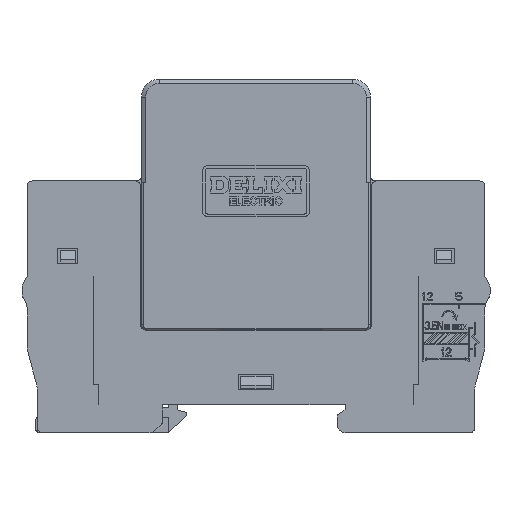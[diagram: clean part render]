
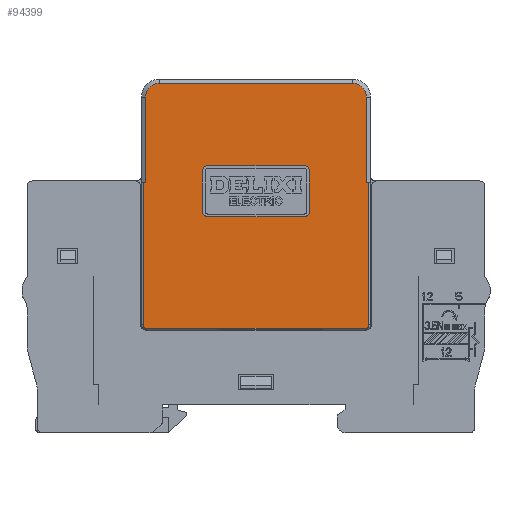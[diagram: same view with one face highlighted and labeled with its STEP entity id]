
A CAD part, front view. The second image highlights one B-rep face of the part: STEP entity #94399.
In plain terms, the highlighted planar face has unit normal (0, -1, 0).
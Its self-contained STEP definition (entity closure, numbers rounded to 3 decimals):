
#23977=CARTESIAN_POINT('',(27.,0.1,-3.5));
#23978=DIRECTION('',(0.,1.,0.));
#23979=DIRECTION('',(-1.,0.,0.));
#23980=AXIS2_PLACEMENT_3D('',#23977,#23978,#23979);
#23982=CARTESIAN_POINT('',(65.,0.1,-3.5));
#23983=DIRECTION('',(0.,1.,0.));
#23984=DIRECTION('',(0.,0.,1.));
#23985=AXIS2_PLACEMENT_3D('',#23982,#23983,#23984);
#23987=DIRECTION('',(0.,0.,-1.));
#23988=VECTOR('',#23987,16.8);
#23989=CARTESIAN_POINT('',(67.7,0.1,-3.5));
#23990=LINE('',#23989,#23988);
#23991=DIRECTION('',(1.,0.,0.));
#23992=VECTOR('',#23991,0.5);
#23993=CARTESIAN_POINT('',(67.7,0.1,-20.3));
#23994=LINE('',#23993,#23992);
#23995=CARTESIAN_POINT('',(67.5,0.1,-48.3));
#23996=DIRECTION('',(0.,1.,0.));
#23997=DIRECTION('',(1.,0.,0.));
#23998=AXIS2_PLACEMENT_3D('',#23995,#23996,#23997);
#24000=CARTESIAN_POINT('',(24.5,0.1,-48.3));
#24001=DIRECTION('',(0.,1.,0.));
#24002=DIRECTION('',(0.,0.,-1.));
#24003=AXIS2_PLACEMENT_3D('',#24000,#24001,#24002);
#24005=DIRECTION('',(1.,0.,0.));
#24006=VECTOR('',#24005,0.5);
#24007=CARTESIAN_POINT('',(23.8,0.1,-20.3));
#24008=LINE('',#24007,#24006);
#24009=DIRECTION('',(0.,0.,1.));
#24010=VECTOR('',#24009,16.8);
#24011=CARTESIAN_POINT('',(24.3,0.1,-20.3));
#24012=LINE('',#24011,#24010);
#24013=DIRECTION('',(0.,0.,1.));
#24014=VECTOR('',#24013,8.);
#24015=CARTESIAN_POINT('',(56.5,0.1,-26.));
#24016=LINE('',#24015,#24014);
#24017=CARTESIAN_POINT('',(55.5,0.1,-18.));
#24018=DIRECTION('',(0.,-1.,0.));
#24019=DIRECTION('',(1.,0.,0.));
#24020=AXIS2_PLACEMENT_3D('',#24017,#24018,#24019);
#24022=CARTESIAN_POINT('',(36.5,0.1,-18.));
#24023=DIRECTION('',(0.,-1.,0.));
#24024=DIRECTION('',(0.,0.,1.));
#24025=AXIS2_PLACEMENT_3D('',#24022,#24023,#24024);
#24027=DIRECTION('',(0.,0.,-1.));
#24028=VECTOR('',#24027,8.);
#24029=CARTESIAN_POINT('',(35.5,0.1,-18.));
#24030=LINE('',#24029,#24028);
#24031=CARTESIAN_POINT('',(36.5,0.1,-26.));
#24032=DIRECTION('',(0.,-1.,0.));
#24033=DIRECTION('',(-1.,0.,0.));
#24034=AXIS2_PLACEMENT_3D('',#24031,#24032,#24033);
#24036=DIRECTION('',(1.,0.,0.));
#24037=VECTOR('',#24036,19.);
#24038=CARTESIAN_POINT('',(36.5,0.1,-27.));
#24039=LINE('',#24038,#24037);
#24040=CARTESIAN_POINT('',(55.5,0.1,-26.));
#24041=DIRECTION('',(0.,-1.,0.));
#24042=DIRECTION('',(0.,0.,-1.));
#24043=AXIS2_PLACEMENT_3D('',#24040,#24041,#24042);
#24058=DIRECTION('',(-1.,0.,0.));
#24059=VECTOR('',#24058,38.);
#24060=CARTESIAN_POINT('',(65.,0.1,-0.8));
#24061=LINE('',#24060,#24059);
#24083=DIRECTION('',(0.,0.,-1.));
#24084=VECTOR('',#24083,28.);
#24085=CARTESIAN_POINT('',(23.8,0.1,-20.3));
#24086=LINE('',#24085,#24084);
#24412=DIRECTION('',(1.,0.,0.));
#24413=VECTOR('',#24412,43.);
#24414=CARTESIAN_POINT('',(24.5,0.1,-49.));
#24415=LINE('',#24414,#24413);
#24429=DIRECTION('',(0.,0.,1.));
#24430=VECTOR('',#24429,28.);
#24431=CARTESIAN_POINT('',(68.2,0.1,-48.3));
#24432=LINE('',#24431,#24430);
#25290=DIRECTION('',(1.,0.,0.));
#25291=VECTOR('',#25290,19.);
#25292=CARTESIAN_POINT('',(36.5,0.1,-17.));
#25293=LINE('',#25292,#25291);
#59452=CARTESIAN_POINT('',(67.7,0.1,-3.5));
#59453=VERTEX_POINT('',#59452);
#59454=CARTESIAN_POINT('',(67.7,0.1,-20.3));
#59455=VERTEX_POINT('',#59454);
#59456=CARTESIAN_POINT('',(65.,0.1,-0.8));
#59457=VERTEX_POINT('',#59456);
#59458=CARTESIAN_POINT('',(24.3,0.1,-3.5));
#59459=CARTESIAN_POINT('',(27.,0.1,-0.8));
#59460=VERTEX_POINT('',#59458);
#59461=VERTEX_POINT('',#59459);
#59462=CARTESIAN_POINT('',(68.2,0.1,-20.3));
#59463=VERTEX_POINT('',#59462);
#59464=CARTESIAN_POINT('',(68.2,0.1,-48.3));
#59465=VERTEX_POINT('',#59464);
#59466=CARTESIAN_POINT('',(67.5,0.1,-49.));
#59467=VERTEX_POINT('',#59466);
#59468=CARTESIAN_POINT('',(24.5,0.1,-49.));
#59469=VERTEX_POINT('',#59468);
#59470=CARTESIAN_POINT('',(23.8,0.1,-48.3));
#59471=VERTEX_POINT('',#59470);
#59472=CARTESIAN_POINT('',(23.8,0.1,-20.3));
#59473=VERTEX_POINT('',#59472);
#59474=CARTESIAN_POINT('',(24.3,0.1,-20.3));
#59475=VERTEX_POINT('',#59474);
#59476=CARTESIAN_POINT('',(56.5,0.1,-26.));
#59477=CARTESIAN_POINT('',(56.5,0.1,-18.));
#59478=VERTEX_POINT('',#59476);
#59479=VERTEX_POINT('',#59477);
#59480=CARTESIAN_POINT('',(55.5,0.1,-17.));
#59481=VERTEX_POINT('',#59480);
#59482=CARTESIAN_POINT('',(36.5,0.1,-17.));
#59483=VERTEX_POINT('',#59482);
#59484=CARTESIAN_POINT('',(35.5,0.1,-18.));
#59485=VERTEX_POINT('',#59484);
#59486=CARTESIAN_POINT('',(35.5,0.1,-26.));
#59487=VERTEX_POINT('',#59486);
#59488=CARTESIAN_POINT('',(36.5,0.1,-27.));
#59489=VERTEX_POINT('',#59488);
#59490=CARTESIAN_POINT('',(55.5,0.1,-27.));
#59491=VERTEX_POINT('',#59490);
#94352=CARTESIAN_POINT('',(46.,0.1,-49.3));
#94353=DIRECTION('',(0.,-1.,0.));
#94354=DIRECTION('',(0.,0.,1.));
#94355=AXIS2_PLACEMENT_3D('',#94352,#94353,#94354);
#94356=PLANE('',#94355);
#94358=ORIENTED_EDGE('',*,*,#94357,.T.);
#94360=ORIENTED_EDGE('',*,*,#94359,.F.);
#94361=ORIENTED_EDGE('',*,*,#94344,.T.);
#94362=ORIENTED_EDGE('',*,*,#94333,.T.);
#94364=ORIENTED_EDGE('',*,*,#94363,.T.);
#94366=ORIENTED_EDGE('',*,*,#94365,.F.);
#94368=ORIENTED_EDGE('',*,*,#94367,.T.);
#94370=ORIENTED_EDGE('',*,*,#94369,.F.);
#94372=ORIENTED_EDGE('',*,*,#94371,.T.);
#94374=ORIENTED_EDGE('',*,*,#94373,.F.);
#94376=ORIENTED_EDGE('',*,*,#94375,.T.);
#94378=ORIENTED_EDGE('',*,*,#94377,.T.);
#94379=EDGE_LOOP('',(#94358,#94360,#94361,#94362,#94364,#94366,#94368,#94370,
#94372,#94374,#94376,#94378));
#94380=FACE_OUTER_BOUND('',#94379,.F.);
#94382=ORIENTED_EDGE('',*,*,#94381,.T.);
#94384=ORIENTED_EDGE('',*,*,#94383,.T.);
#94386=ORIENTED_EDGE('',*,*,#94385,.F.);
#94388=ORIENTED_EDGE('',*,*,#94387,.T.);
#94390=ORIENTED_EDGE('',*,*,#94389,.T.);
#94392=ORIENTED_EDGE('',*,*,#94391,.T.);
#94394=ORIENTED_EDGE('',*,*,#94393,.T.);
#94396=ORIENTED_EDGE('',*,*,#94395,.T.);
#94397=EDGE_LOOP('',(#94382,#94384,#94386,#94388,#94390,#94392,#94394,#94396));
#94398=FACE_BOUND('',#94397,.F.);
#94399=ADVANCED_FACE('',(#94380,#94398),#94356,.T.);
#23981=CIRCLE('',#23980,2.7);
#23986=CIRCLE('',#23985,2.7);
#23999=CIRCLE('',#23998,0.7);
#24004=CIRCLE('',#24003,0.7);
#24021=CIRCLE('',#24020,1.);
#24026=CIRCLE('',#24025,1.);
#24035=CIRCLE('',#24034,1.);
#24044=CIRCLE('',#24043,1.);
#94333=EDGE_CURVE('',#59453,#59455,#23990,.T.);
#94344=EDGE_CURVE('',#59457,#59453,#23986,.T.);
#94357=EDGE_CURVE('',#59460,#59461,#23981,.T.);
#94359=EDGE_CURVE('',#59457,#59461,#24061,.T.);
#94363=EDGE_CURVE('',#59455,#59463,#23994,.T.);
#94365=EDGE_CURVE('',#59465,#59463,#24432,.T.);
#94367=EDGE_CURVE('',#59465,#59467,#23999,.T.);
#94369=EDGE_CURVE('',#59469,#59467,#24415,.T.);
#94371=EDGE_CURVE('',#59469,#59471,#24004,.T.);
#94373=EDGE_CURVE('',#59473,#59471,#24086,.T.);
#94375=EDGE_CURVE('',#59473,#59475,#24008,.T.);
#94377=EDGE_CURVE('',#59475,#59460,#24012,.T.);
#94381=EDGE_CURVE('',#59478,#59479,#24016,.T.);
#94383=EDGE_CURVE('',#59479,#59481,#24021,.T.);
#94385=EDGE_CURVE('',#59483,#59481,#25293,.T.);
#94387=EDGE_CURVE('',#59483,#59485,#24026,.T.);
#94389=EDGE_CURVE('',#59485,#59487,#24030,.T.);
#94391=EDGE_CURVE('',#59487,#59489,#24035,.T.);
#94393=EDGE_CURVE('',#59489,#59491,#24039,.T.);
#94395=EDGE_CURVE('',#59491,#59478,#24044,.T.);
